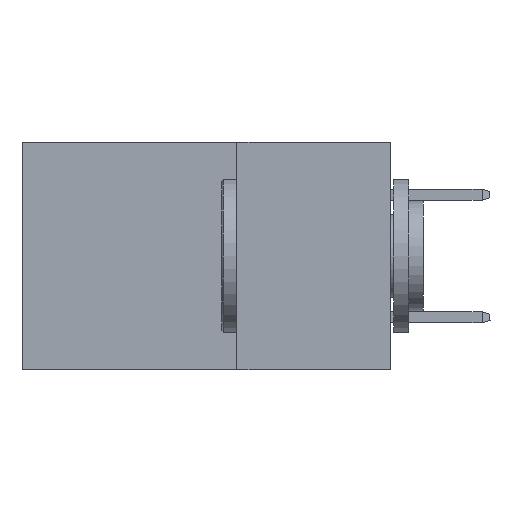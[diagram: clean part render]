
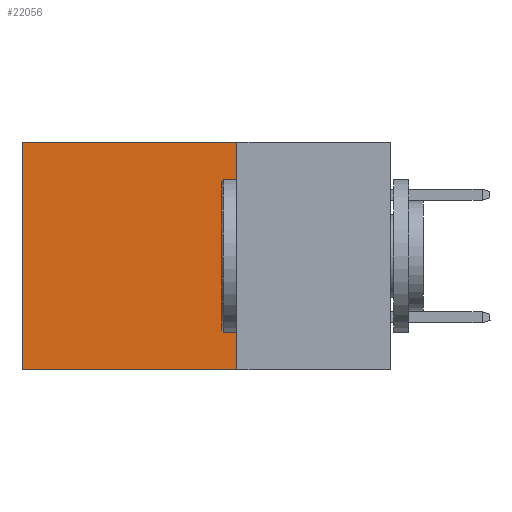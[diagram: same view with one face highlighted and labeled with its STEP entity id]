
A CAD part, left-side view. The second image highlights one B-rep face of the part: STEP entity #22056.
In plain terms, the highlighted planar face has unit normal (-1, 0, 0).
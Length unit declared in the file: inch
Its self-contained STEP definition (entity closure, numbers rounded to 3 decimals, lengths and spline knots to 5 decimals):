
#343 = VECTOR ( 'NONE', #14415, 39.37008 ) ;
#609 = VERTEX_POINT ( 'NONE', #7570 ) ;
#1664 = DIRECTION ( 'NONE',  ( 0., 1., 0. ) ) ;
#2072 = VERTEX_POINT ( 'NONE', #3792 ) ;
#3792 = CARTESIAN_POINT ( 'NONE',  ( 0.2875, 0.6, -0.37 ) ) ;
#4998 = CARTESIAN_POINT ( 'NONE',  ( 0.2875, 0.25, 0. ) ) ;
#7358 = LINE ( 'NONE', #25433, #16138 ) ;
#7570 = CARTESIAN_POINT ( 'NONE',  ( 0.2875, 0.6, 0. ) ) ;
#7669 = VERTEX_POINT ( 'NONE', #23851 ) ;
#7933 = EDGE_CURVE ( 'NONE', #17298, #609, #12442, .T. ) ;
#8655 = CARTESIAN_POINT ( 'NONE',  ( 0.2875, 0.6, 0. ) ) ;
#9611 = VECTOR ( 'NONE', #25632, 39.37008 ) ;
#10547 = LINE ( 'NONE', #8655, #15840 ) ;
#10693 = EDGE_CURVE ( 'NONE', #609, #2072, #10547, .T. ) ;
#10792 = EDGE_CURVE ( 'NONE', #7669, #2072, #7358, .T. ) ;
#11237 = ORIENTED_EDGE ( 'NONE', *, *, #10693, .T. ) ;
#11794 = CARTESIAN_POINT ( 'NONE',  ( 0.2875, 0.25, 0. ) ) ;
#12319 = CARTESIAN_POINT ( 'NONE',  ( 0.2875, 0.25, 0. ) ) ;
#12442 = LINE ( 'NONE', #11794, #9611 ) ;
#13713 = DIRECTION ( 'NONE',  ( 0., 0., -1. ) ) ;
#14150 = EDGE_LOOP ( 'NONE', ( #11237, #14719, #24898, #23005 ) ) ;
#14415 = DIRECTION ( 'NONE',  ( 0., 0., -1. ) ) ;
#14719 = ORIENTED_EDGE ( 'NONE', *, *, #10792, .F. ) ;
#15840 = VECTOR ( 'NONE', #13713, 39.37008 ) ;
#16138 = VECTOR ( 'NONE', #1664, 39.37008 ) ;
#16978 = PLANE ( 'NONE',  #25839 ) ;
#17298 = VERTEX_POINT ( 'NONE', #4998 ) ;
#18863 = FACE_OUTER_BOUND ( 'NONE', #14150, .T. ) ;
#19138 = CARTESIAN_POINT ( 'NONE',  ( 0.2875, 0.25, 0. ) ) ;
#22056 = ADVANCED_FACE ( 'NONE', ( #18863 ), #16978, .F. ) ;
#23005 = ORIENTED_EDGE ( 'NONE', *, *, #7933, .T. ) ;
#23140 = DIRECTION ( 'NONE',  ( 1., 0., 0. ) ) ;
#23476 = LINE ( 'NONE', #12319, #343 ) ;
#23851 = CARTESIAN_POINT ( 'NONE',  ( 0.2875, 0.25, -0.37 ) ) ;
#24184 = EDGE_CURVE ( 'NONE', #17298, #7669, #23476, .T. ) ;
#24898 = ORIENTED_EDGE ( 'NONE', *, *, #24184, .F. ) ;
#24990 = DIRECTION ( 'NONE',  ( 0., 0., -1. ) ) ;
#25433 = CARTESIAN_POINT ( 'NONE',  ( 0.2875, 0.25, -0.37 ) ) ;
#25632 = DIRECTION ( 'NONE',  ( 0., 1., 0. ) ) ;
#25839 = AXIS2_PLACEMENT_3D ( 'NONE', #19138, #23140, #24990 ) ;
